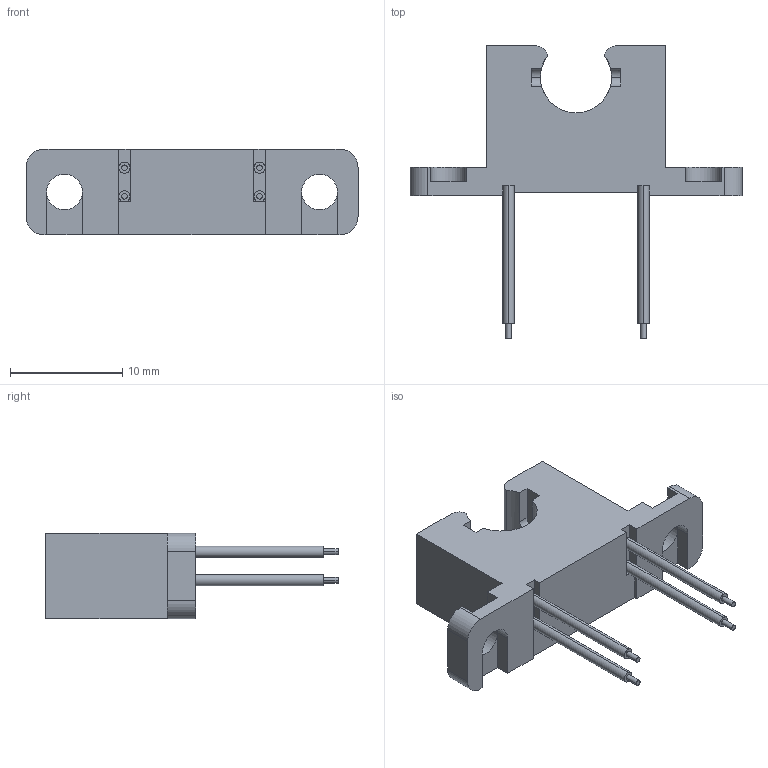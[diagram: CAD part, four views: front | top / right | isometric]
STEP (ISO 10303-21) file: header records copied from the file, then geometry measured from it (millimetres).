
FILE_DESCRIPTION (( 'STEP AP214' ), '1' );
FILE_NAME ('OPB350W250Z.STEP', '2019-08-22T11:57:39', ( '' ), ( '' ), 'SwSTEP 2.0', 'SolidWorks 2018', '' );
FILE_SCHEMA (( 'AUTOMOTIVE_DESIGN' ));
Length unit declared in the file: inch
Products named in the file (1): OPB350W250Z
Bounding box: 29.59 x 26.04 x 7.62 mm (x, y, z)
Volume: 1536.5 mm3; surface area: 1354.5 mm2
Topology: 1 solids, 1 shells, 88 faces, 232 edges, 150 vertices
Faces by surface type: plane 55, cylinder 33
Entity records: 3086 total; most frequent: CARTESIAN_POINT 499, DIRECTION 468, ORIENTED_EDGE 464, EDGE_CURVE 232, VECTOR 166, LINE 166, AXIS2_PLACEMENT_3D 151, VERTEX_POINT 150
